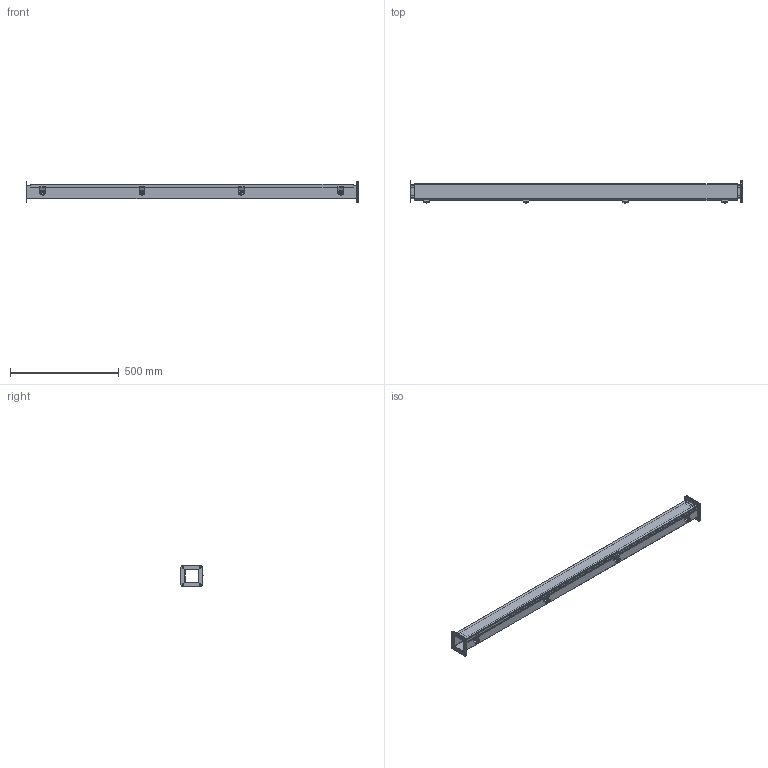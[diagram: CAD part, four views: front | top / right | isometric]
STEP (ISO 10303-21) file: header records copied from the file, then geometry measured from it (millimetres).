
FILE_DESCRIPTION (( 'STEP AP203' ), '1' );
FILE_NAME ('1487B60.step', '2024-04-25T14:25:27', ( '' ), ( '' ), 'SwSTEP 2.0', 'SolidWorks 2023', '' );
FILE_SCHEMA (( 'CONFIG_CONTROL_DESIGN' ));
Length unit declared in the file: inch
Products named in the file (1): 1487B60
Bounding box: 1527.17 x 101.76 x 98.45 mm (x, y, z)
Volume: 1139346.2 mm3; surface area: 1149202.9 mm2
Topology: 35 solids, 35 shells, 678 faces, 1780 edges, 1160 vertices
Faces by surface type: plane 400, cylinder 230, bspline 24, cone 24
Entity records: 22103 total; most frequent: CARTESIAN_POINT 5139, ORIENTED_EDGE 3528, DIRECTION 3486, EDGE_CURVE 1764, AXIS2_PLACEMENT_3D 1163, LINE 1160, VECTOR 1160, VERTEX_POINT 1160
